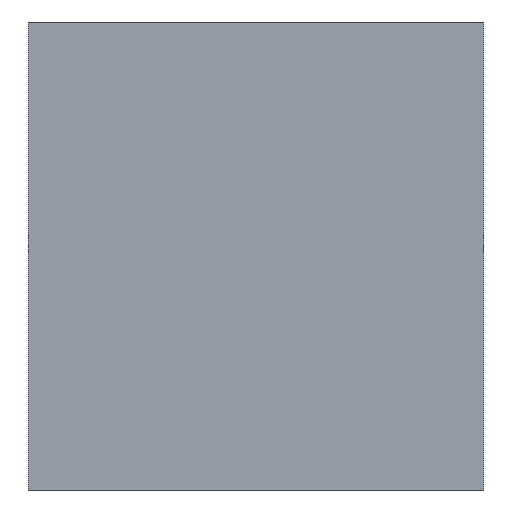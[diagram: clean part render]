
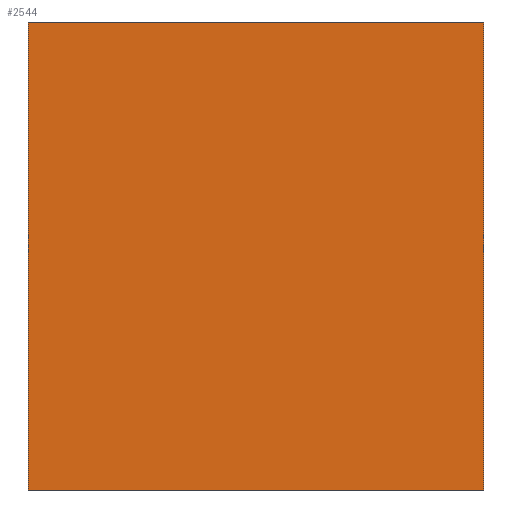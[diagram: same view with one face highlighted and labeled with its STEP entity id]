
A CAD part, left-side view. The second image highlights one B-rep face of the part: STEP entity #2544.
In plain terms, the highlighted planar face has unit normal (-1, 0, 0).
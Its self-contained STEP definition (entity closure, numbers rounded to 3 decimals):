
#2544 = ADVANCED_FACE('',(#2545),#2579,.F.);
#2545 = FACE_BOUND('',#2546,.F.);
#2546 = EDGE_LOOP('',(#2547,#2557,#2565,#2573));
#2547 = ORIENTED_EDGE('',*,*,#2548,.F.);
#2548 = EDGE_CURVE('',#2549,#2551,#2553,.T.);
#2549 = VERTEX_POINT('',#2550);
#2550 = CARTESIAN_POINT('',(-100.523,-97.725,-100.508));
#2551 = VERTEX_POINT('',#2552);
#2552 = CARTESIAN_POINT('',(-100.523,-97.725,100.508));
#2553 = LINE('',#2554,#2555);
#2554 = CARTESIAN_POINT('',(-100.523,-97.725,-100.508));
#2555 = VECTOR('',#2556,1.);
#2556 = DIRECTION('',(0.,0.,1.));
#2557 = ORIENTED_EDGE('',*,*,#2558,.T.);
#2558 = EDGE_CURVE('',#2549,#2559,#2561,.T.);
#2559 = VERTEX_POINT('',#2560);
#2560 = CARTESIAN_POINT('',(-100.523,97.725,-100.508));
#2561 = LINE('',#2562,#2563);
#2562 = CARTESIAN_POINT('',(-100.523,-97.725,-100.508));
#2563 = VECTOR('',#2564,1.);
#2564 = DIRECTION('',(-0.,1.,0.));
#2565 = ORIENTED_EDGE('',*,*,#2566,.T.);
#2566 = EDGE_CURVE('',#2559,#2567,#2569,.T.);
#2567 = VERTEX_POINT('',#2568);
#2568 = CARTESIAN_POINT('',(-100.523,97.725,100.508));
#2569 = LINE('',#2570,#2571);
#2570 = CARTESIAN_POINT('',(-100.523,97.725,-100.508));
#2571 = VECTOR('',#2572,1.);
#2572 = DIRECTION('',(0.,0.,1.));
#2573 = ORIENTED_EDGE('',*,*,#2574,.F.);
#2574 = EDGE_CURVE('',#2551,#2567,#2575,.T.);
#2575 = LINE('',#2576,#2577);
#2576 = CARTESIAN_POINT('',(-100.523,-97.725,100.508));
#2577 = VECTOR('',#2578,1.);
#2578 = DIRECTION('',(-0.,1.,0.));
#2579 = PLANE('',#2580);
#2580 = AXIS2_PLACEMENT_3D('',#2581,#2582,#2583);
#2581 = CARTESIAN_POINT('',(-100.523,-97.725,-100.508));
#2582 = DIRECTION('',(1.,0.,-0.));
#2583 = DIRECTION('',(0.,0.,1.));
